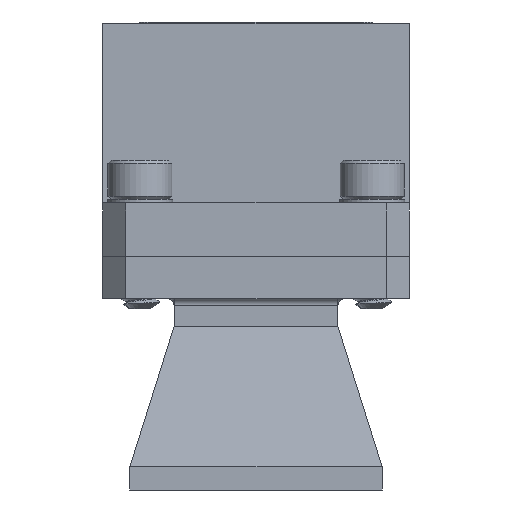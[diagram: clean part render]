
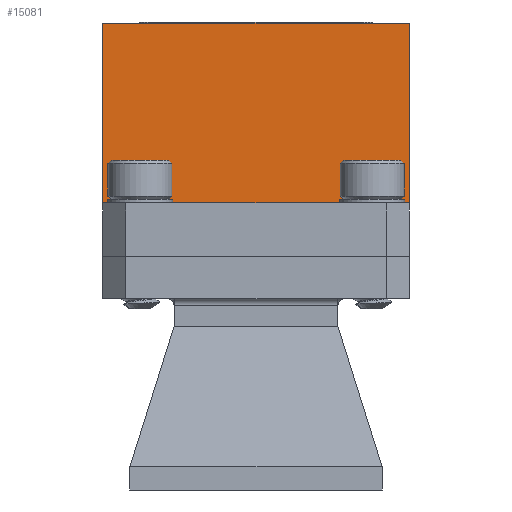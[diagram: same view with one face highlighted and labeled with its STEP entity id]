
A CAD part, front view. The second image highlights one B-rep face of the part: STEP entity #15081.
In plain terms, the highlighted planar face has unit normal (0, -1, 0).
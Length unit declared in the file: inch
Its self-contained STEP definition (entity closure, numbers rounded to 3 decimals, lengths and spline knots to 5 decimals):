
#902 = DIRECTION ( 'NONE',  ( 0., 0., 1. ) ) ;
#1325 = FACE_OUTER_BOUND ( 'NONE', #9214, .T. ) ;
#2590 = CARTESIAN_POINT ( 'NONE',  ( 1.85517, -0.33, -1. ) ) ;
#2615 = EDGE_CURVE ( 'NONE', #14130, #10788, #32009, .T. ) ;
#3418 = LINE ( 'NONE', #31606, #32447 ) ;
#4198 = PLANE ( 'NONE',  #14534 ) ;
#5170 = CARTESIAN_POINT ( 'NONE',  ( -0.657, -0.33, -1. ) ) ;
#7146 = ORIENTED_EDGE ( 'NONE', *, *, #2615, .F. ) ;
#9214 = EDGE_LOOP ( 'NONE', ( #7146, #23315, #15459, #20021 ) ) ;
#9433 = CARTESIAN_POINT ( 'NONE',  ( 0.657, -0.33, 0. ) ) ;
#9494 = CARTESIAN_POINT ( 'NONE',  ( 1.85517, -0.33, 0. ) ) ;
#10328 = VERTEX_POINT ( 'NONE', #27801 ) ;
#10788 = VERTEX_POINT ( 'NONE', #25266 ) ;
#11725 = DIRECTION ( 'NONE',  ( 0., 0., -1. ) ) ;
#14130 = VERTEX_POINT ( 'NONE', #35748 ) ;
#14534 = AXIS2_PLACEMENT_3D ( 'NONE', #9494, #23841, #902 ) ;
#15081 = ADVANCED_FACE ( 'NONE', ( #1325 ), #4198, .F. ) ;
#15459 = ORIENTED_EDGE ( 'NONE', *, *, #24363, .F. ) ;
#15614 = CARTESIAN_POINT ( 'NONE',  ( 0., -0.33, -0.23 ) ) ;
#16278 = EDGE_CURVE ( 'NONE', #14130, #30687, #3418, .T. ) ;
#16471 = DIRECTION ( 'NONE',  ( -1., 0., 0. ) ) ;
#17986 = DIRECTION ( 'NONE',  ( 0., 0., -1. ) ) ;
#19746 = LINE ( 'NONE', #9433, #36515 ) ;
#20021 = ORIENTED_EDGE ( 'NONE', *, *, #24928, .F. ) ;
#21256 = DIRECTION ( 'NONE',  ( 1., 0., 0. ) ) ;
#23315 = ORIENTED_EDGE ( 'NONE', *, *, #16278, .T. ) ;
#23841 = DIRECTION ( 'NONE',  ( 0., 1., 0. ) ) ;
#24363 = EDGE_CURVE ( 'NONE', #10328, #30687, #31658, .T. ) ;
#24928 = EDGE_CURVE ( 'NONE', #10788, #10328, #19746, .T. ) ;
#25266 = CARTESIAN_POINT ( 'NONE',  ( 0.657, -0.33, -0.23 ) ) ;
#25466 = VECTOR ( 'NONE', #16471, 39.37008 ) ;
#27801 = CARTESIAN_POINT ( 'NONE',  ( 0.657, -0.33, -1. ) ) ;
#30687 = VERTEX_POINT ( 'NONE', #5170 ) ;
#31461 = VECTOR ( 'NONE', #21256, 39.37008 ) ;
#31606 = CARTESIAN_POINT ( 'NONE',  ( -0.657, -0.33, 0. ) ) ;
#31658 = LINE ( 'NONE', #2590, #25466 ) ;
#32009 = LINE ( 'NONE', #15614, #31461 ) ;
#32447 = VECTOR ( 'NONE', #11725, 39.37008 ) ;
#35748 = CARTESIAN_POINT ( 'NONE',  ( -0.657, -0.33, -0.23 ) ) ;
#36515 = VECTOR ( 'NONE', #17986, 39.37008 ) ;
